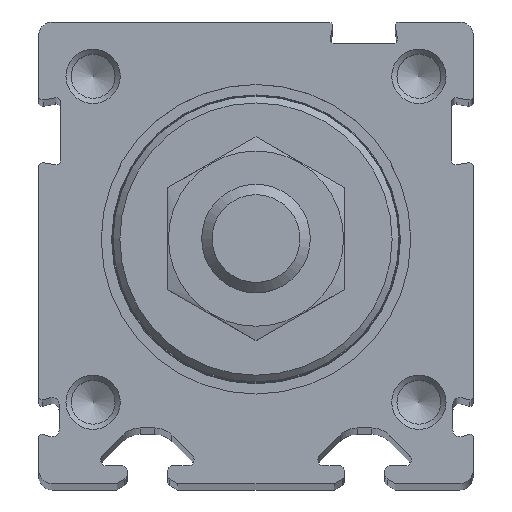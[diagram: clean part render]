
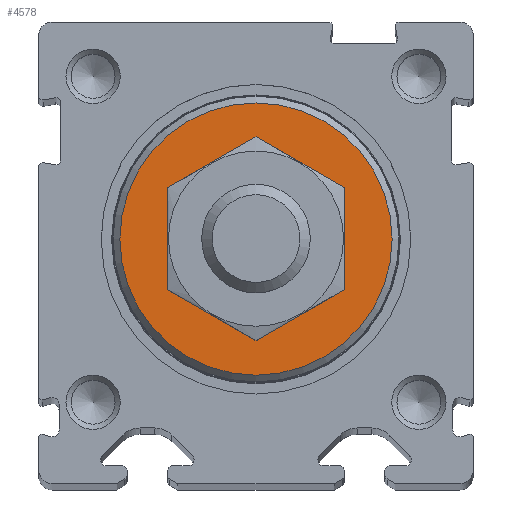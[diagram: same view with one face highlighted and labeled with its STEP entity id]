
A CAD part, top view. The second image highlights one B-rep face of the part: STEP entity #4578.
In plain terms, the highlighted planar face has unit normal (0, 0, 1).
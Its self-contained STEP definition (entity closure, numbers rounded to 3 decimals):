
#469=CIRCLE('',#5109,5.4);
#470=CIRCLE('',#5111,10.025);
#1251=ORIENTED_EDGE('',*,*,#2169,.F.);
#1252=ORIENTED_EDGE('',*,*,#2168,.T.);
#2168=EDGE_CURVE('',#2707,#2707,#469,.T.);
#2169=EDGE_CURVE('',#2708,#2708,#470,.T.);
#2707=VERTEX_POINT('',#7578);
#2708=VERTEX_POINT('',#7581);
#3680=EDGE_LOOP('',(#1251));
#3681=EDGE_LOOP('',(#1252));
#4102=FACE_BOUND('',#3680,.T.);
#4103=FACE_BOUND('',#3681,.T.);
#4366=PLANE('',#5110);
#4578=ADVANCED_FACE('',(#4102,#4103),#4366,.F.);
#5109=AXIS2_PLACEMENT_3D('',#7577,#6173,#6174);
#5110=AXIS2_PLACEMENT_3D('',#7579,#6175,#6176);
#5111=AXIS2_PLACEMENT_3D('',#7580,#6177,#6178);
#6173=DIRECTION('',(0.,0.,-1.));
#6174=DIRECTION('',(-1.,0.,0.));
#6175=DIRECTION('',(0.,0.,-1.));
#6176=DIRECTION('',(-1.,0.,0.));
#6177=DIRECTION('',(0.,0.,-1.));
#6178=DIRECTION('',(-1.,0.,0.));
#7577=CARTESIAN_POINT('',(0.,0.,0.));
#7578=CARTESIAN_POINT('',(-5.4,0.,0.));
#7579=CARTESIAN_POINT('',(0.,5.4,0.));
#7580=CARTESIAN_POINT('',(0.,0.,0.));
#7581=CARTESIAN_POINT('',(-10.025,0.,0.));
